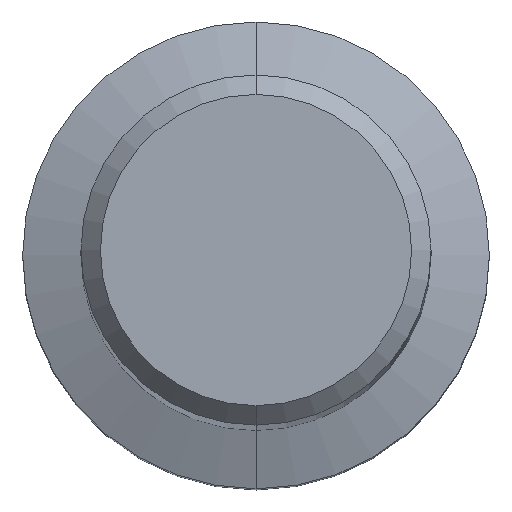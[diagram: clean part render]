
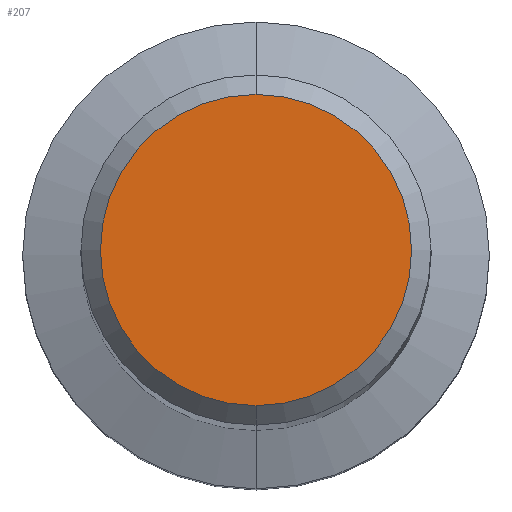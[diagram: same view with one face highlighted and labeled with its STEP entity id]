
A CAD part, top view. The second image highlights one B-rep face of the part: STEP entity #207.
In plain terms, the highlighted planar face has unit normal (0, 0, 1).
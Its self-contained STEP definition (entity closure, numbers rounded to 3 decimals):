
#207=ADVANCED_FACE('',(#562),#563,.T.);
#247=EDGE_CURVE('',#395,#447,#610,.T.);
#395=VERTEX_POINT('',#773);
#443=EDGE_CURVE('',#447,#395,#829,.T.);
#447=VERTEX_POINT('',#833);
#562=FACE_OUTER_BOUND('',#949,.T.);
#563=PLANE('',#950);
#610=CIRCLE('',#1030,4.0);
#773=CARTESIAN_POINT('',(0.,-4.0,0.0));
#829=CIRCLE('',#1464,4.0);
#833=CARTESIAN_POINT('',(0.0,4.0,0.0));
#949=EDGE_LOOP('',(#1660,#1661));
#950=AXIS2_PLACEMENT_3D('',#1662,#1663,#1664);
#1030=AXIS2_PLACEMENT_3D('',#1718,#1719,#1720);
#1464=AXIS2_PLACEMENT_3D('',#2000,#2001,#2002);
#1660=ORIENTED_EDGE('',*,*,#443,.F.);
#1661=ORIENTED_EDGE('',*,*,#247,.F.);
#1662=CARTESIAN_POINT('',(0.0,2.0,0.0));
#1663=DIRECTION('',(-0.0,0.0,1.0));
#1664=DIRECTION('',(0.0,-1.0,0.0));
#1718=CARTESIAN_POINT('',(0.0,0.0,0.0));
#1719=DIRECTION('',(0.0,0.0,-1.0));
#1720=DIRECTION('',(0.0,1.0,0.0));
#2000=CARTESIAN_POINT('',(0.0,0.0,0.0));
#2001=DIRECTION('',(0.0,0.0,-1.0));
#2002=DIRECTION('',(0.0,1.0,0.0));
